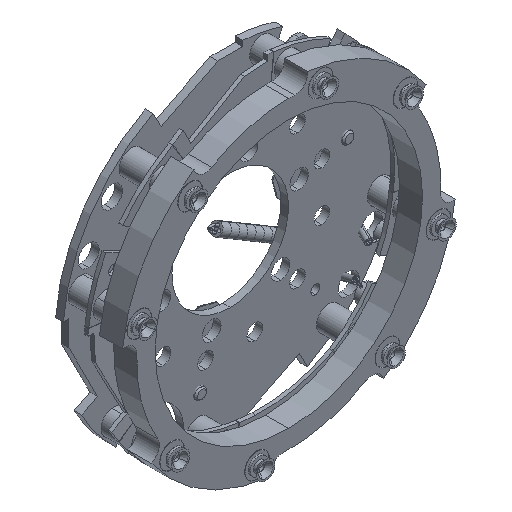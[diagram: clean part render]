
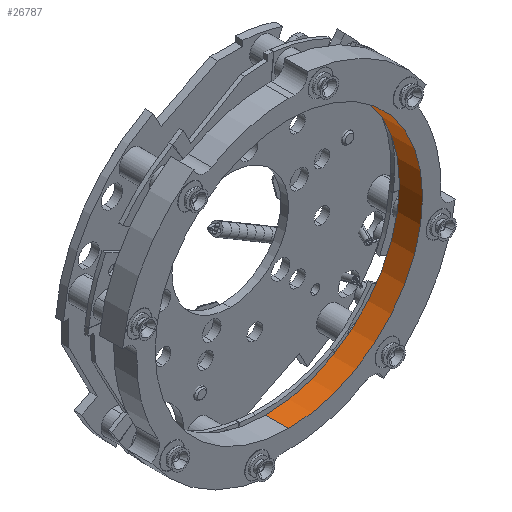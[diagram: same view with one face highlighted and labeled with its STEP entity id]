
A CAD part, isometric view. The second image highlights one B-rep face of the part: STEP entity #26787.
In plain terms, the highlighted cylindrical face has radius 17.628 mm (diameter 35.255 mm), a partial arc.
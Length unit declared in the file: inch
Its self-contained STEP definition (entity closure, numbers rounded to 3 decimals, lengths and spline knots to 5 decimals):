
#762 = VERTEX_POINT ( 'NONE', #18638 ) ;
#797 = VERTEX_POINT ( 'NONE', #18631 ) ;
#11566 = CARTESIAN_POINT ( 'NONE',  ( 0., -0.184, -0.694 ) ) ;
#11619 = CARTESIAN_POINT ( 'NONE',  ( 0., -0.304, -0.694 ) ) ;
#14498 = LINE ( 'NONE', #15360, #14503 ) ;
#14503 = VECTOR ( 'NONE', #15361, 39.37008 ) ;
#14510 = LINE ( 'NONE', #15353, #14514 ) ;
#14511 = CIRCLE ( 'NONE', #16153, 0.694 ) ;
#14514 = VECTOR ( 'NONE', #15373, 39.37008 ) ;
#14520 = CIRCLE ( 'NONE', #16156, 0.694 ) ;
#15353 = CARTESIAN_POINT ( 'NONE',  ( 0., -0.304, -0.694 ) ) ;
#15360 = CARTESIAN_POINT ( 'NONE',  ( 0., -0.304, 0.694 ) ) ;
#15361 = DIRECTION ( 'NONE',  ( 0., 1., 0. ) ) ;
#15365 = CARTESIAN_POINT ( 'NONE',  ( 0., -0.184, 0. ) ) ;
#15366 = DIRECTION ( 'NONE',  ( 0., -1., 0. ) ) ;
#15367 = DIRECTION ( 'NONE',  ( 0., 0., 1. ) ) ;
#15372 = CARTESIAN_POINT ( 'NONE',  ( 0., -0.304, 0. ) ) ;
#15373 = DIRECTION ( 'NONE',  ( 0., 1., 0. ) ) ;
#15381 = DIRECTION ( 'NONE',  ( 0., -1., 0. ) ) ;
#15382 = DIRECTION ( 'NONE',  ( 0., 0., 1. ) ) ;
#16153 = AXIS2_PLACEMENT_3D ( 'NONE', #15365, #15366, #15367 ) ;
#16156 = AXIS2_PLACEMENT_3D ( 'NONE', #15372, #15381, #15382 ) ;
#16414 = AXIS2_PLACEMENT_3D ( 'NONE', #17069, #17060, #17059 ) ;
#17059 = DIRECTION ( 'NONE',  ( 0., 0., -1. ) ) ;
#17060 = DIRECTION ( 'NONE',  ( 0., 1., 0. ) ) ;
#17069 = CARTESIAN_POINT ( 'NONE',  ( 0., -0.304, 0. ) ) ;
#18224 = FACE_OUTER_BOUND ( 'NONE', #21113, .T. ) ;
#18225 = CYLINDRICAL_SURFACE ( 'NONE', #16414, 0.694 ) ;
#18631 = CARTESIAN_POINT ( 'NONE',  ( 0., -0.184, 0.694 ) ) ;
#18638 = CARTESIAN_POINT ( 'NONE',  ( 0., -0.304, 0.694 ) ) ;
#19559 = VERTEX_POINT ( 'NONE', #11566 ) ;
#19612 = VERTEX_POINT ( 'NONE', #11619 ) ;
#21113 = EDGE_LOOP ( 'NONE', ( #31848, #31849, #31850, #31851 ) ) ;
#25481 = EDGE_CURVE ( 'NONE', #762, #797, #14498, .T. ) ;
#25485 = EDGE_CURVE ( 'NONE', #19559, #797, #14511, .T. ) ;
#25493 = EDGE_CURVE ( 'NONE', #19612, #19559, #14510, .T. ) ;
#25498 = EDGE_CURVE ( 'NONE', #19612, #762, #14520, .T. ) ;
#26787 = ADVANCED_FACE ( 'NONE', ( #18224 ), #18225, .F. ) ;
#31848 = ORIENTED_EDGE ( 'NONE', *, *, #25498, .T. ) ;
#31849 = ORIENTED_EDGE ( 'NONE', *, *, #25481, .T. ) ;
#31850 = ORIENTED_EDGE ( 'NONE', *, *, #25485, .F. ) ;
#31851 = ORIENTED_EDGE ( 'NONE', *, *, #25493, .F. ) ;
